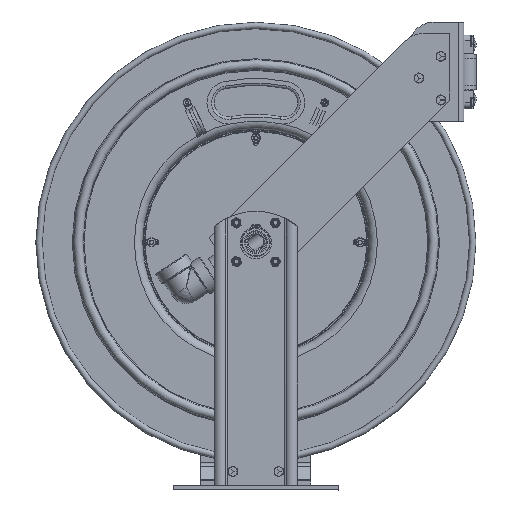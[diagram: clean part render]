
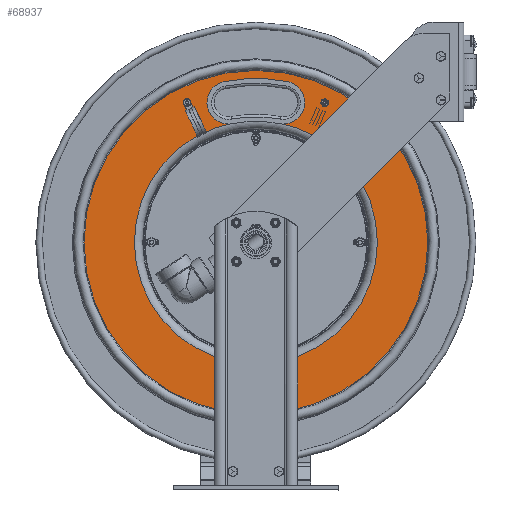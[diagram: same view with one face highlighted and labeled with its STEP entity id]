
A CAD part, top view. The second image highlights one B-rep face of the part: STEP entity #68937.
In plain terms, the highlighted planar face has unit normal (0, 0, 1).
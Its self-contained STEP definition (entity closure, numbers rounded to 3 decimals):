
#3752=FACE_BOUND('',#7322,.T.);
#3753=FACE_BOUND('',#7323,.T.);
#3754=FACE_BOUND('',#7324,.T.);
#3755=FACE_BOUND('',#7325,.T.);
#4290=FACE_OUTER_BOUND('',#7321,.T.);
#7321=EDGE_LOOP('',(#47625,#47626));
#7322=EDGE_LOOP('',(#47627,#47628));
#7323=EDGE_LOOP('',(#47629));
#7324=EDGE_LOOP('',(#47630));
#7325=EDGE_LOOP('',(#47631,#47632,#47633,#47634));
#10774=CIRCLE('',#72633,0.11);
#10775=CIRCLE('',#72635,0.11);
#10787=CIRCLE('',#72652,6.625);
#10788=CIRCLE('',#72653,6.625);
#10790=CIRCLE('',#72656,9.375);
#10791=CIRCLE('',#72657,9.375);
#10792=CIRCLE('',#72658,8.766);
#10793=CIRCLE('',#72659,1.);
#10794=CIRCLE('',#72660,6.766);
#10795=CIRCLE('',#72661,1.);
#26764=VERTEX_POINT('',#97912);
#26765=VERTEX_POINT('',#97916);
#26774=VERTEX_POINT('',#97943);
#26775=VERTEX_POINT('',#97944);
#26776=VERTEX_POINT('',#97949);
#26777=VERTEX_POINT('',#97950);
#26778=VERTEX_POINT('',#97953);
#26779=VERTEX_POINT('',#97954);
#26780=VERTEX_POINT('',#97956);
#26781=VERTEX_POINT('',#97958);
#35578=EDGE_CURVE('',#26764,#26764,#10774,.T.);
#35580=EDGE_CURVE('',#26765,#26765,#10775,.T.);
#35592=EDGE_CURVE('',#26774,#26775,#10787,.T.);
#35593=EDGE_CURVE('',#26775,#26774,#10788,.T.);
#35595=EDGE_CURVE('',#26776,#26777,#10790,.T.);
#35596=EDGE_CURVE('',#26777,#26776,#10791,.T.);
#35597=EDGE_CURVE('',#26778,#26779,#10792,.T.);
#35598=EDGE_CURVE('',#26779,#26780,#10793,.T.);
#35599=EDGE_CURVE('',#26780,#26781,#10794,.T.);
#35600=EDGE_CURVE('',#26781,#26778,#10795,.T.);
#47625=ORIENTED_EDGE('',*,*,#35595,.F.);
#47626=ORIENTED_EDGE('',*,*,#35596,.F.);
#47627=ORIENTED_EDGE('',*,*,#35592,.T.);
#47628=ORIENTED_EDGE('',*,*,#35593,.T.);
#47629=ORIENTED_EDGE('',*,*,#35578,.T.);
#47630=ORIENTED_EDGE('',*,*,#35580,.T.);
#47631=ORIENTED_EDGE('',*,*,#35597,.T.);
#47632=ORIENTED_EDGE('',*,*,#35598,.T.);
#47633=ORIENTED_EDGE('',*,*,#35599,.T.);
#47634=ORIENTED_EDGE('',*,*,#35600,.T.);
#64333=PLANE('',#72655);
#68937=ADVANCED_FACE('',(#4290,#3752,#3753,#3754,#3755),#64333,.T.);
#72633=AXIS2_PLACEMENT_3D('',#97914,#79203,#79204);
#72635=AXIS2_PLACEMENT_3D('',#97918,#79208,#79209);
#72652=AXIS2_PLACEMENT_3D('',#97945,#79242,#79243);
#72653=AXIS2_PLACEMENT_3D('',#97946,#79244,#79245);
#72655=AXIS2_PLACEMENT_3D('',#97948,#79248,#79249);
#72656=AXIS2_PLACEMENT_3D('',#97951,#79250,#79251);
#72657=AXIS2_PLACEMENT_3D('',#97952,#79252,#79253);
#72658=AXIS2_PLACEMENT_3D('',#97955,#79254,#79255);
#72659=AXIS2_PLACEMENT_3D('',#97957,#79256,#79257);
#72660=AXIS2_PLACEMENT_3D('',#97959,#79258,#79259);
#72661=AXIS2_PLACEMENT_3D('',#97960,#79260,#79261);
#79203=DIRECTION('center_axis',(0.,0.,
-1.));
#79204=DIRECTION('ref_axis',(-1.,0.,0.));
#79208=DIRECTION('center_axis',(0.,0.,
-1.));
#79209=DIRECTION('ref_axis',(-1.,0.,0.));
#79242=DIRECTION('center_axis',(0.,0.,
-1.));
#79243=DIRECTION('ref_axis',(-1.,0.,0.));
#79244=DIRECTION('center_axis',(0.,0.,
-1.));
#79245=DIRECTION('ref_axis',(-1.,0.,0.));
#79248=DIRECTION('center_axis',(0.,0.,
1.));
#79249=DIRECTION('ref_axis',(0.,1.,0.));
#79250=DIRECTION('center_axis',(0.,0.,
-1.));
#79251=DIRECTION('ref_axis',(-1.,0.,0.));
#79252=DIRECTION('center_axis',(0.,0.,
-1.));
#79253=DIRECTION('ref_axis',(-1.,0.,0.));
#79254=DIRECTION('center_axis',(0.,0.,
-1.));
#79255=DIRECTION('ref_axis',(0.193,-0.981,0.));
#79256=DIRECTION('center_axis',(0.,0.,
-1.));
#79257=DIRECTION('ref_axis',(-0.193,-0.981,0.));
#79258=DIRECTION('center_axis',(0.,0.,
1.));
#79259=DIRECTION('ref_axis',(-0.193,0.981,0.));
#79260=DIRECTION('center_axis',(0.,0.,
-1.));
#79261=DIRECTION('ref_axis',(-0.193,0.981,0.));
#97912=CARTESIAN_POINT('',(-3.64,21.11,3.082));
#97914=CARTESIAN_POINT('Origin',(-3.75,21.11,3.082));
#97916=CARTESIAN_POINT('',(3.86,21.11,3.082));
#97918=CARTESIAN_POINT('Origin',(3.75,21.11,3.082));
#97943=CARTESIAN_POINT('',(-6.625,13.49,3.082));
#97944=CARTESIAN_POINT('',(0.,20.115,3.082));
#97945=CARTESIAN_POINT('Origin',(0.,13.49,
3.082));
#97946=CARTESIAN_POINT('Origin',(0.,13.49,
3.082));
#97948=CARTESIAN_POINT('Origin',(-8.,13.49,3.082));
#97949=CARTESIAN_POINT('',(-9.375,13.49,3.082));
#97950=CARTESIAN_POINT('',(0.,22.865,3.082));
#97951=CARTESIAN_POINT('Origin',(0.,13.49,
3.082));
#97952=CARTESIAN_POINT('Origin',(0.,13.49,
3.082));
#97953=CARTESIAN_POINT('',(-1.693,22.091,3.082));
#97954=CARTESIAN_POINT('',(1.693,22.091,3.082));
#97955=CARTESIAN_POINT('Origin',(0.,13.49,
3.082));
#97956=CARTESIAN_POINT('',(1.307,20.129,3.082));
#97957=CARTESIAN_POINT('Origin',(1.5,21.11,3.082));
#97958=CARTESIAN_POINT('',(-1.307,20.129,3.082));
#97959=CARTESIAN_POINT('Origin',(0.,13.49,
3.082));
#97960=CARTESIAN_POINT('Origin',(-1.5,21.11,3.082));
